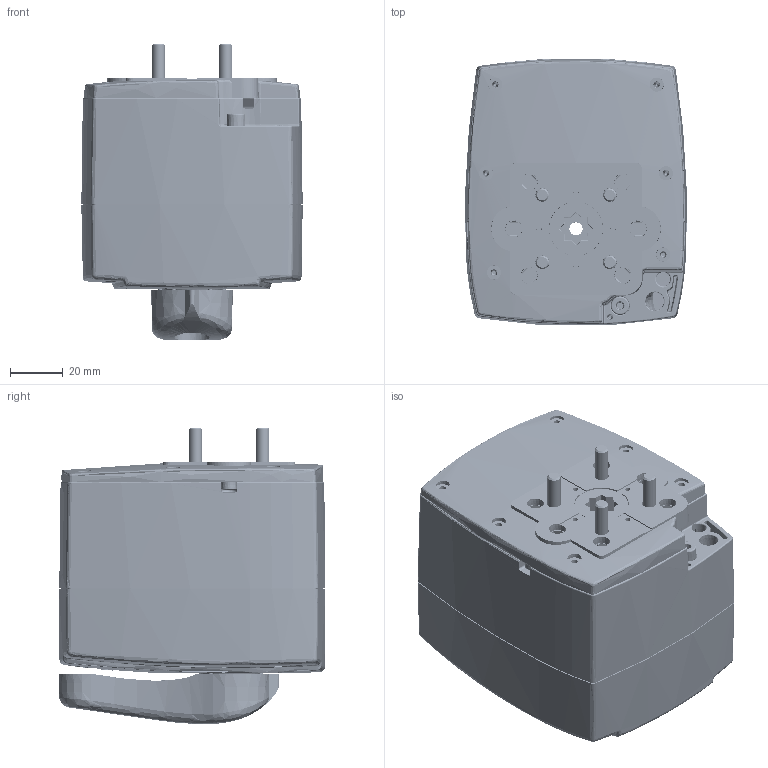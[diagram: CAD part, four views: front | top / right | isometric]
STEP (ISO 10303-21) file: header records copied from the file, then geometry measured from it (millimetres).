
FILE_DESCRIPTION(/* description */ (''),/* implementation_level */ '2;1');
FILE_NAME(/* name */ 'AMC.stp',/* time_stamp */ '2025-03-25T09:08:14+01:00',/* author */ ('stankoskledar'),/* organization */ (''),/* preprocessor_version */ 'ST-DEVELOPER v19.2',/* originating_system */ 'Autodesk Inventor 2023',/* authorisation */ '');
FILE_SCHEMA (('AUTOMOTIVE_DESIGN { 1 0 10303 214 3 1 1 }'));
Length unit declared in the file: millimetre
Products named in the file (18): AVC; M3120001; M3120002; M3120020; 01MS010001; M3120021; 01MS010003; 01MS010004; M3120025; M3120026; M3120027; M3120028; M3120029; M3120034; M3120134; M3120035; 01MS010012; M3120059
Assembly tree (25 placements, depth 3):
  AVC
    M3120001
    M3120002
    M3120020
    01MS010001  x5
    M3120021
    01MS010003
    01MS010004  x2
    M3120025
    M3120026
    M3120027
    M3120028
    M3120029
    M3120034
    M3120134
      M3120035
      01MS010012  x4
    M3120059
Bounding box: 83.69 x 100.89 x 111.91 mm (x, y, z)
Volume: 221486.1 mm3; surface area: 175303 mm2
Topology: 24 solids, 24 shells, 6919 faces, 17405 edges, 10248 vertices
Faces by surface type: plane 1859, bspline 1621, cylinder 1413, torus 920, cone 701, sphere 405
Full cylindrical faces by diameter (mm): 1 x2, 1.576 x1, 2 x1, 2.5 x2, 3 x7, 4.4 x2, 4.8 x4, 5 x5, 5.3 x6, 5.35 x2, 5.75 x6, 10.1 x1, 15.696 x1, 20.25 x1, 23.6 x1
Entity records: 306468 total; most frequent: CARTESIAN_POINT 152101, ORIENTED_EDGE 33190, DIRECTION 31125, EDGE_CURVE 16595, AXIS2_PLACEMENT_3D 12727, VERTEX_POINT 10043, EDGE_LOOP 7100, FACE_OUTER_BOUND 6782
